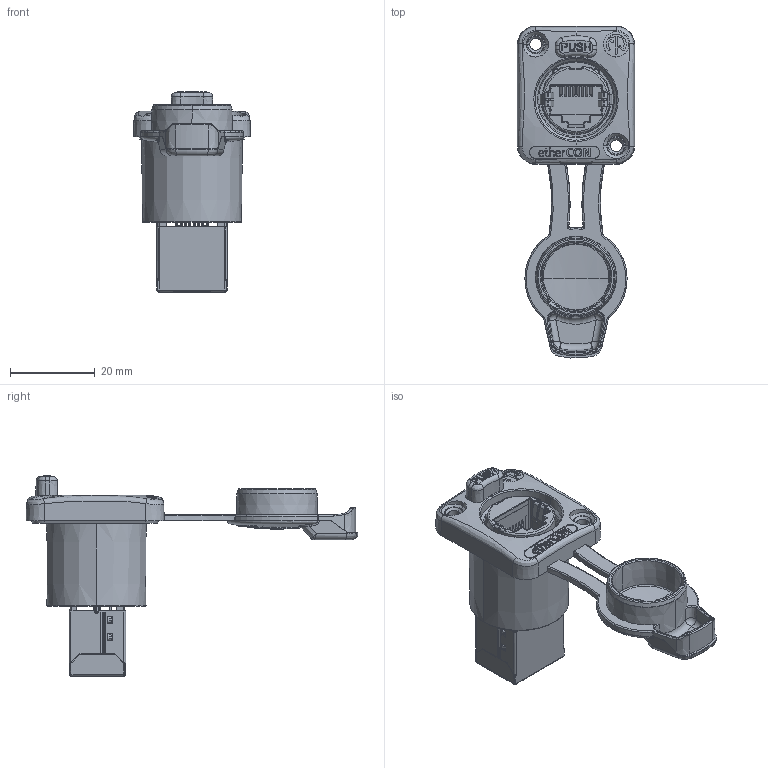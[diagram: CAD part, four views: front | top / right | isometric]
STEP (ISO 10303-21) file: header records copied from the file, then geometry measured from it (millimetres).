
FILE_DESCRIPTION((''),'2;1');
FILE_NAME('30010442','2023-04-11T08:45:17',('SYSTEM'),(''),'CREO PARAMETRIC BY PTC INC, 2021184','CREO PARAMETRIC BY PTC INC, 2021184','');
FILE_SCHEMA(('CONFIG_CONTROL_DESIGN'));
Length unit declared in the file: millimetre
Products named in the file (1): 30010442
Bounding box: 27.7 x 78.51 x 47.35 mm (x, y, z)
Volume: 15332 mm3; surface area: 14109.2 mm2
Topology: 4 solids, 16 shells, 1990 faces, 5729 edges, 3742 vertices
Faces by surface type: plane 904, cylinder 380, extrusion 233, bspline 203, cone 142, torus 85, sphere 43
Entity records: 80222 total; most frequent: CARTESIAN_POINT 30789, ORIENTED_EDGE 11404, DIRECTION 8593, EDGE_CURVE 5702, VERTEX_POINT 3742, VECTOR 3155, LINE 2922, AXIS2_PLACEMENT_3D 2719
